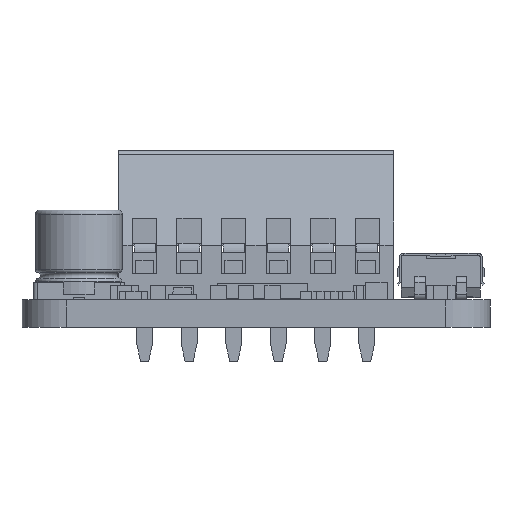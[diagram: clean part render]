
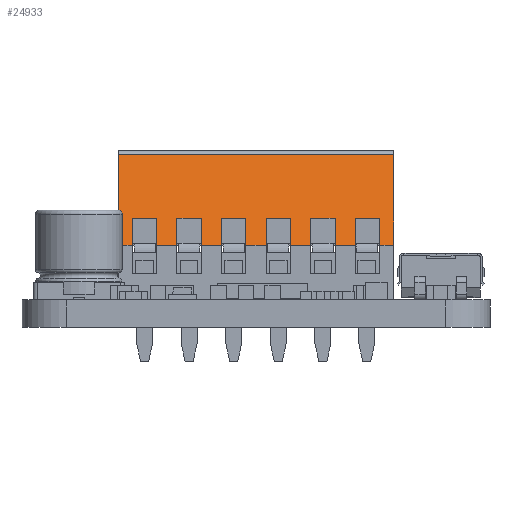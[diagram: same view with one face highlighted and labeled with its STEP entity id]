
A CAD part, front view. The second image highlights one B-rep face of the part: STEP entity #24933.
In plain terms, the highlighted planar face has unit normal (0, -0.951, 0.309).
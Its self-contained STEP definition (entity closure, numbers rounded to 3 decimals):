
#1508=PLANE('',#26916);
#2788=FACE_OUTER_BOUND('',#4283,.T.);
#4283=EDGE_LOOP('',(#22478,#22479,#22480,#22481,#22482,#22483,#22484,#22485,
#22486,#22487,#22488,#22489,#22490,#22491,#22492,#22493,#22494,#22495,#22496,
#22497,#22498,#22499,#22500,#22501,#22502,#22503,#22504,#22505));
#6427=LINE('',#39195,#9241);
#6490=LINE('',#39865,#9304);
#6509=LINE('',#39903,#9323);
#6577=LINE('',#40039,#9391);
#6586=LINE('',#40055,#9400);
#6595=LINE('',#40074,#9409);
#6657=LINE('',#40199,#9471);
#6666=LINE('',#40215,#9480);
#6675=LINE('',#40234,#9489);
#6737=LINE('',#40359,#9551);
#6746=LINE('',#40375,#9560);
#6755=LINE('',#40394,#9569);
#6817=LINE('',#40519,#9631);
#6826=LINE('',#40535,#9640);
#6835=LINE('',#40554,#9649);
#6897=LINE('',#40679,#9711);
#6906=LINE('',#40695,#9720);
#6915=LINE('',#40714,#9729);
#6920=LINE('',#40725,#9734);
#6951=LINE('',#40782,#9765);
#6957=LINE('',#40792,#9771);
#6958=LINE('',#40793,#9772);
#6959=LINE('',#40794,#9773);
#6960=LINE('',#40795,#9774);
#6961=LINE('',#40796,#9775);
#6962=LINE('',#40797,#9776);
#6964=LINE('',#40800,#9778);
#6984=LINE('',#40844,#9798);
#9241=VECTOR('',#31945,1.);
#9304=VECTOR('',#32218,1.);
#9323=VECTOR('',#32245,1.);
#9391=VECTOR('',#32359,1.);
#9400=VECTOR('',#32374,1.);
#9409=VECTOR('',#32391,1.);
#9471=VECTOR('',#32499,1.);
#9480=VECTOR('',#32514,1.);
#9489=VECTOR('',#32531,1.);
#9551=VECTOR('',#32639,1.);
#9560=VECTOR('',#32654,1.);
#9569=VECTOR('',#32671,1.);
#9631=VECTOR('',#32779,1.);
#9640=VECTOR('',#32794,1.);
#9649=VECTOR('',#32811,1.);
#9711=VECTOR('',#32919,1.);
#9720=VECTOR('',#32934,1.);
#9729=VECTOR('',#32951,1.);
#9734=VECTOR('',#32962,1.);
#9765=VECTOR('',#33005,1.);
#9771=VECTOR('',#33015,1.);
#9772=VECTOR('',#33016,1.);
#9773=VECTOR('',#33017,1.);
#9774=VECTOR('',#33018,1.);
#9775=VECTOR('',#33019,1.);
#9776=VECTOR('',#33020,1.);
#9778=VECTOR('',#33022,1.);
#9798=VECTOR('',#33080,1.);
#12183=VERTEX_POINT('',#39188);
#12186=VERTEX_POINT('',#39193);
#12301=VERTEX_POINT('',#39863);
#12315=VERTEX_POINT('',#39900);
#12316=VERTEX_POINT('',#39902);
#12361=VERTEX_POINT('',#40038);
#12365=VERTEX_POINT('',#40053);
#12370=VERTEX_POINT('',#40071);
#12371=VERTEX_POINT('',#40073);
#12411=VERTEX_POINT('',#40198);
#12415=VERTEX_POINT('',#40213);
#12420=VERTEX_POINT('',#40231);
#12421=VERTEX_POINT('',#40233);
#12461=VERTEX_POINT('',#40358);
#12465=VERTEX_POINT('',#40373);
#12470=VERTEX_POINT('',#40391);
#12471=VERTEX_POINT('',#40393);
#12511=VERTEX_POINT('',#40518);
#12515=VERTEX_POINT('',#40533);
#12520=VERTEX_POINT('',#40551);
#12521=VERTEX_POINT('',#40553);
#12561=VERTEX_POINT('',#40678);
#12565=VERTEX_POINT('',#40693);
#12570=VERTEX_POINT('',#40711);
#12571=VERTEX_POINT('',#40713);
#12574=VERTEX_POINT('',#40724);
#12594=VERTEX_POINT('',#40780);
#12597=VERTEX_POINT('',#40798);
#15297=EDGE_CURVE('',#12186,#12183,#6427,.T.);
#15444=EDGE_CURVE('',#12186,#12301,#6490,.T.);
#15463=EDGE_CURVE('',#12315,#12316,#6509,.T.);
#15531=EDGE_CURVE('',#12315,#12361,#6577,.T.);
#15540=EDGE_CURVE('',#12361,#12365,#6586,.T.);
#15549=EDGE_CURVE('',#12370,#12371,#6595,.T.);
#15611=EDGE_CURVE('',#12370,#12411,#6657,.T.);
#15620=EDGE_CURVE('',#12411,#12415,#6666,.T.);
#15629=EDGE_CURVE('',#12420,#12421,#6675,.T.);
#15691=EDGE_CURVE('',#12420,#12461,#6737,.T.);
#15700=EDGE_CURVE('',#12461,#12465,#6746,.T.);
#15709=EDGE_CURVE('',#12470,#12471,#6755,.T.);
#15771=EDGE_CURVE('',#12470,#12511,#6817,.T.);
#15780=EDGE_CURVE('',#12511,#12515,#6826,.T.);
#15789=EDGE_CURVE('',#12520,#12521,#6835,.T.);
#15851=EDGE_CURVE('',#12520,#12561,#6897,.T.);
#15860=EDGE_CURVE('',#12561,#12565,#6906,.T.);
#15869=EDGE_CURVE('',#12570,#12571,#6915,.T.);
#15874=EDGE_CURVE('',#12570,#12574,#6920,.T.);
#15905=EDGE_CURVE('',#12574,#12594,#6951,.T.);
#15911=EDGE_CURVE('',#12565,#12571,#6957,.T.);
#15912=EDGE_CURVE('',#12515,#12521,#6958,.T.);
#15913=EDGE_CURVE('',#12465,#12471,#6959,.T.);
#15914=EDGE_CURVE('',#12415,#12421,#6960,.T.);
#15915=EDGE_CURVE('',#12365,#12371,#6961,.T.);
#15916=EDGE_CURVE('',#12301,#12316,#6962,.T.);
#15918=EDGE_CURVE('',#12594,#12597,#6964,.T.);
#15938=EDGE_CURVE('',#12597,#12183,#6984,.T.);
#22478=ORIENTED_EDGE('',*,*,#15938,.T.);
#22479=ORIENTED_EDGE('',*,*,#15297,.F.);
#22480=ORIENTED_EDGE('',*,*,#15444,.T.);
#22481=ORIENTED_EDGE('',*,*,#15916,.T.);
#22482=ORIENTED_EDGE('',*,*,#15463,.F.);
#22483=ORIENTED_EDGE('',*,*,#15531,.T.);
#22484=ORIENTED_EDGE('',*,*,#15540,.T.);
#22485=ORIENTED_EDGE('',*,*,#15915,.T.);
#22486=ORIENTED_EDGE('',*,*,#15549,.F.);
#22487=ORIENTED_EDGE('',*,*,#15611,.T.);
#22488=ORIENTED_EDGE('',*,*,#15620,.T.);
#22489=ORIENTED_EDGE('',*,*,#15914,.T.);
#22490=ORIENTED_EDGE('',*,*,#15629,.F.);
#22491=ORIENTED_EDGE('',*,*,#15691,.T.);
#22492=ORIENTED_EDGE('',*,*,#15700,.T.);
#22493=ORIENTED_EDGE('',*,*,#15913,.T.);
#22494=ORIENTED_EDGE('',*,*,#15709,.F.);
#22495=ORIENTED_EDGE('',*,*,#15771,.T.);
#22496=ORIENTED_EDGE('',*,*,#15780,.T.);
#22497=ORIENTED_EDGE('',*,*,#15912,.T.);
#22498=ORIENTED_EDGE('',*,*,#15789,.F.);
#22499=ORIENTED_EDGE('',*,*,#15851,.T.);
#22500=ORIENTED_EDGE('',*,*,#15860,.T.);
#22501=ORIENTED_EDGE('',*,*,#15911,.T.);
#22502=ORIENTED_EDGE('',*,*,#15869,.F.);
#22503=ORIENTED_EDGE('',*,*,#15874,.T.);
#22504=ORIENTED_EDGE('',*,*,#15905,.T.);
#22505=ORIENTED_EDGE('',*,*,#15918,.T.);
#24933=ADVANCED_FACE('',(#2788),#1508,.F.);
#26916=AXIS2_PLACEMENT_3D('',#40843,#33078,#33079);
#31945=DIRECTION('',(1.,0.,0.));
#32218=DIRECTION('',(0.,-0.309,-0.951));
#32245=DIRECTION('',(0.,-0.309,-0.951));
#32359=DIRECTION('',(1.,0.,0.));
#32374=DIRECTION('',(0.,-0.309,-0.951));
#32391=DIRECTION('',(0.,-0.309,-0.951));
#32499=DIRECTION('',(1.,0.,0.));
#32514=DIRECTION('',(0.,-0.309,-0.951));
#32531=DIRECTION('',(0.,-0.309,-0.951));
#32639=DIRECTION('',(1.,0.,0.));
#32654=DIRECTION('',(0.,-0.309,-0.951));
#32671=DIRECTION('',(0.,-0.309,-0.951));
#32779=DIRECTION('',(1.,0.,0.));
#32794=DIRECTION('',(0.,-0.309,-0.951));
#32811=DIRECTION('',(0.,-0.309,-0.951));
#32919=DIRECTION('',(1.,0.,0.));
#32934=DIRECTION('',(0.,-0.309,-0.951));
#32951=DIRECTION('',(0.,-0.309,-0.951));
#32962=DIRECTION('',(1.,0.,0.));
#33005=DIRECTION('',(0.,-0.309,-0.951));
#33015=DIRECTION('',(1.,0.,0.));
#33016=DIRECTION('',(1.,0.,0.));
#33017=DIRECTION('',(1.,0.,0.));
#33018=DIRECTION('',(1.,0.,0.));
#33019=DIRECTION('',(1.,0.,0.));
#33020=DIRECTION('',(1.,0.,0.));
#33022=DIRECTION('',(1.,0.,0.));
#33078=DIRECTION('center_axis',(0.,0.951,-0.309));
#33079=DIRECTION('ref_axis',(0.,-0.309,-0.951));
#33080=DIRECTION('',(0.,0.309,0.951));
#39188=CARTESIAN_POINT('',(7.84,-1.427,8.293));
#39193=CARTESIAN_POINT('',(-7.84,-1.427,8.293));
#39195=CARTESIAN_POINT('',(-7.84,-1.427,8.293));
#39863=CARTESIAN_POINT('',(-7.84,-3.11,3.114));
#39865=CARTESIAN_POINT('',(-7.84,-1.427,8.293));
#39900=CARTESIAN_POINT('',(-7.05,-2.61,4.653));
#39902=CARTESIAN_POINT('',(-7.05,-3.11,3.114));
#39903=CARTESIAN_POINT('',(-7.05,-2.61,4.653));
#40038=CARTESIAN_POINT('',(-5.65,-2.61,4.653));
#40039=CARTESIAN_POINT('',(-6.35,-2.61,4.653));
#40053=CARTESIAN_POINT('',(-5.65,-3.11,3.114));
#40055=CARTESIAN_POINT('',(-5.65,-2.61,4.653));
#40071=CARTESIAN_POINT('',(-4.51,-2.61,4.653));
#40073=CARTESIAN_POINT('',(-4.51,-3.11,3.114));
#40074=CARTESIAN_POINT('',(-4.51,-2.61,4.653));
#40198=CARTESIAN_POINT('',(-3.11,-2.61,4.653));
#40199=CARTESIAN_POINT('',(-3.81,-2.61,4.653));
#40213=CARTESIAN_POINT('',(-3.11,-3.11,3.114));
#40215=CARTESIAN_POINT('',(-3.11,-2.61,4.653));
#40231=CARTESIAN_POINT('',(-1.97,-2.61,4.653));
#40233=CARTESIAN_POINT('',(-1.97,-3.11,3.114));
#40234=CARTESIAN_POINT('',(-1.97,-2.61,4.653));
#40358=CARTESIAN_POINT('',(-0.57,-2.61,4.653));
#40359=CARTESIAN_POINT('',(-1.27,-2.61,4.653));
#40373=CARTESIAN_POINT('',(-0.57,-3.11,3.114));
#40375=CARTESIAN_POINT('',(-0.57,-2.61,4.653));
#40391=CARTESIAN_POINT('',(0.57,-2.61,4.653));
#40393=CARTESIAN_POINT('',(0.57,-3.11,3.114));
#40394=CARTESIAN_POINT('',(0.57,-2.61,4.653));
#40518=CARTESIAN_POINT('',(1.97,-2.61,4.653));
#40519=CARTESIAN_POINT('',(1.27,-2.61,4.653));
#40533=CARTESIAN_POINT('',(1.97,-3.11,3.114));
#40535=CARTESIAN_POINT('',(1.97,-2.61,4.653));
#40551=CARTESIAN_POINT('',(3.11,-2.61,4.653));
#40553=CARTESIAN_POINT('',(3.11,-3.11,3.114));
#40554=CARTESIAN_POINT('',(3.11,-2.61,4.653));
#40678=CARTESIAN_POINT('',(4.51,-2.61,4.653));
#40679=CARTESIAN_POINT('',(3.81,-2.61,4.653));
#40693=CARTESIAN_POINT('',(4.51,-3.11,3.114));
#40695=CARTESIAN_POINT('',(4.51,-2.61,4.653));
#40711=CARTESIAN_POINT('',(5.65,-2.61,4.653));
#40713=CARTESIAN_POINT('',(5.65,-3.11,3.114));
#40714=CARTESIAN_POINT('',(5.65,-2.61,4.653));
#40724=CARTESIAN_POINT('',(7.05,-2.61,4.653));
#40725=CARTESIAN_POINT('',(6.35,-2.61,4.653));
#40780=CARTESIAN_POINT('',(7.05,-3.11,3.114));
#40782=CARTESIAN_POINT('',(7.05,-2.61,4.653));
#40792=CARTESIAN_POINT('',(4.51,-3.11,3.114));
#40793=CARTESIAN_POINT('',(1.97,-3.11,3.114));
#40794=CARTESIAN_POINT('',(-0.57,-3.11,3.114));
#40795=CARTESIAN_POINT('',(-3.11,-3.11,3.114));
#40796=CARTESIAN_POINT('',(-5.65,-3.11,3.114));
#40797=CARTESIAN_POINT('',(-7.84,-3.11,3.114));
#40798=CARTESIAN_POINT('',(7.84,-3.11,3.114));
#40800=CARTESIAN_POINT('',(7.05,-3.11,3.114));
#40843=CARTESIAN_POINT('Origin',(6.313,-3.152,2.985));
#40844=CARTESIAN_POINT('',(7.84,-3.11,3.114));
